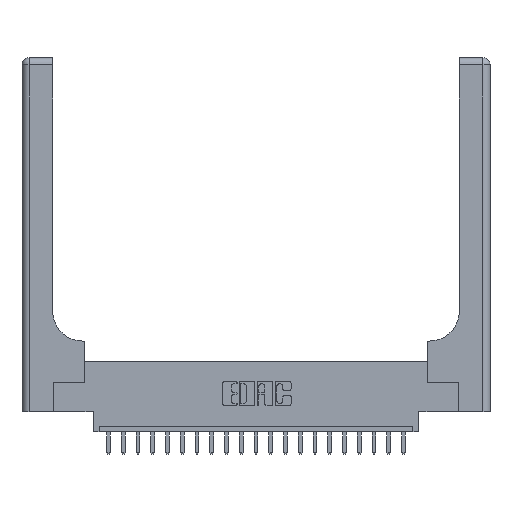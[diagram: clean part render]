
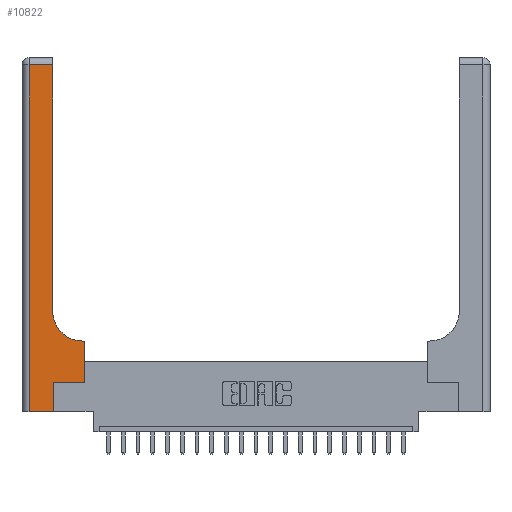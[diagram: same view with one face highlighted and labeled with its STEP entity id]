
A CAD part, top view. The second image highlights one B-rep face of the part: STEP entity #10822.
In plain terms, the highlighted planar face has unit normal (0, 0, 1).
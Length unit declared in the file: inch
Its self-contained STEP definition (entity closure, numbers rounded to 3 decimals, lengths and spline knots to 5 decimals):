
#46 = VERTEX_POINT ( 'NONE', #7843 ) ;
#55 = DIRECTION ( 'NONE',  ( 1., 0., 0. ) ) ;
#873 = ORIENTED_EDGE ( 'NONE', *, *, #15952, .T. ) ;
#1192 = VERTEX_POINT ( 'NONE', #2032 ) ;
#1237 = ORIENTED_EDGE ( 'NONE', *, *, #10582, .T. ) ;
#1439 = EDGE_CURVE ( 'NONE', #1192, #7840, #2425, .T. ) ;
#1630 = LINE ( 'NONE', #6581, #11274 ) ;
#2032 = CARTESIAN_POINT ( 'NONE',  ( 0.51, 0.6, 0.37 ) ) ;
#2144 = VERTEX_POINT ( 'NONE', #9451 ) ;
#2251 = AXIS2_PLACEMENT_3D ( 'NONE', #12098, #7161, #17167 ) ;
#2425 = CIRCLE ( 'NONE', #17533, 0.25 ) ;
#2944 = DIRECTION ( 'NONE',  ( 1., 0., 0. ) ) ;
#3230 = CARTESIAN_POINT ( 'NONE',  ( 0.265, 0., 0.37 ) ) ;
#3837 = CARTESIAN_POINT ( 'NONE',  ( 0.26, 0.6, 0.37 ) ) ;
#4033 = CARTESIAN_POINT ( 'NONE',  ( 0.528, 0.6, 0.37 ) ) ;
#4582 = CARTESIAN_POINT ( 'NONE',  ( 0.265, 0.25, 0.37 ) ) ;
#4602 = ORIENTED_EDGE ( 'NONE', *, *, #11538, .T. ) ;
#4768 = LINE ( 'NONE', #14676, #19053 ) ;
#4914 = LINE ( 'NONE', #4582, #14647 ) ;
#4975 = VECTOR ( 'NONE', #13857, 39.37008 ) ;
#5158 = EDGE_CURVE ( 'NONE', #13981, #19893, #14888, .T. ) ;
#5537 = CARTESIAN_POINT ( 'NONE',  ( 0.26, 0.85, 0.37 ) ) ;
#5663 = LINE ( 'NONE', #13677, #14373 ) ;
#6091 = EDGE_CURVE ( 'NONE', #15138, #18925, #9200, .T. ) ;
#6188 = CARTESIAN_POINT ( 'NONE',  ( 0.528, 0.25, 0.37 ) ) ;
#6581 = CARTESIAN_POINT ( 'NONE',  ( 0.26, 3., 0.37 ) ) ;
#6921 = DIRECTION ( 'NONE',  ( -1., 0., 0. ) ) ;
#7161 = DIRECTION ( 'NONE',  ( 0., 0., -1. ) ) ;
#7265 = PLANE ( 'NONE',  #2251 ) ;
#7383 = EDGE_LOOP ( 'NONE', ( #9633, #1237, #10510, #4602, #21232, #873, #9596, #14978, #7849 ) ) ;
#7840 = VERTEX_POINT ( 'NONE', #5537 ) ;
#7843 = CARTESIAN_POINT ( 'NONE',  ( 0.06, 0., 0.37 ) ) ;
#7849 = ORIENTED_EDGE ( 'NONE', *, *, #1439, .T. ) ;
#8576 = VECTOR ( 'NONE', #21069, 39.37008 ) ;
#8867 = CARTESIAN_POINT ( 'NONE',  ( 0.528, 0.25, 0.37 ) ) ;
#9200 = LINE ( 'NONE', #8867, #8576 ) ;
#9451 = CARTESIAN_POINT ( 'NONE',  ( 0.26, 2.94, 0.37 ) ) ;
#9596 = ORIENTED_EDGE ( 'NONE', *, *, #6091, .T. ) ;
#9633 = ORIENTED_EDGE ( 'NONE', *, *, #21608, .T. ) ;
#10510 = ORIENTED_EDGE ( 'NONE', *, *, #19432, .T. ) ;
#10582 = EDGE_CURVE ( 'NONE', #2144, #20538, #4768, .T. ) ;
#10792 = VECTOR ( 'NONE', #6921, 39.37008 ) ;
#10822 = ADVANCED_FACE ( 'NONE', ( #17286 ), #7265, .F. ) ;
#11034 = CARTESIAN_POINT ( 'NONE',  ( 0.06, 2.94, 0.37 ) ) ;
#11274 = VECTOR ( 'NONE', #13278, 39.37008 ) ;
#11538 = EDGE_CURVE ( 'NONE', #46, #13981, #12562, .T. ) ;
#11597 = DIRECTION ( 'NONE',  ( -1., 0., 0. ) ) ;
#12098 = CARTESIAN_POINT ( 'NONE',  ( 0., 3., 0.37 ) ) ;
#12441 = CARTESIAN_POINT ( 'NONE',  ( 0.265, 0.25, 0.37 ) ) ;
#12562 = LINE ( 'NONE', #17195, #16658 ) ;
#13278 = DIRECTION ( 'NONE',  ( 0., 1., 0. ) ) ;
#13677 = CARTESIAN_POINT ( 'NONE',  ( 0.06, 3., 0.37 ) ) ;
#13857 = DIRECTION ( 'NONE',  ( 0., 1., 0. ) ) ;
#13981 = VERTEX_POINT ( 'NONE', #14922 ) ;
#14373 = VECTOR ( 'NONE', #20393, 39.37008 ) ;
#14647 = VECTOR ( 'NONE', #2944, 39.37008 ) ;
#14676 = CARTESIAN_POINT ( 'NONE',  ( 0., 2.94, 0.37 ) ) ;
#14879 = DIRECTION ( 'NONE',  ( 0., 0., -1. ) ) ;
#14888 = LINE ( 'NONE', #3230, #4975 ) ;
#14922 = CARTESIAN_POINT ( 'NONE',  ( 0.265, 0., 0.37 ) ) ;
#14978 = ORIENTED_EDGE ( 'NONE', *, *, #15632, .T. ) ;
#15138 = VERTEX_POINT ( 'NONE', #6188 ) ;
#15632 = EDGE_CURVE ( 'NONE', #18925, #1192, #17383, .T. ) ;
#15952 = EDGE_CURVE ( 'NONE', #19893, #15138, #4914, .T. ) ;
#16658 = VECTOR ( 'NONE', #20828, 39.37008 ) ;
#17167 = DIRECTION ( 'NONE',  ( -1., 0., 0. ) ) ;
#17195 = CARTESIAN_POINT ( 'NONE',  ( 0., 0., 0.37 ) ) ;
#17286 = FACE_OUTER_BOUND ( 'NONE', #7383, .T. ) ;
#17383 = LINE ( 'NONE', #3837, #10792 ) ;
#17533 = AXIS2_PLACEMENT_3D ( 'NONE', #21492, #14879, #55 ) ;
#18925 = VERTEX_POINT ( 'NONE', #4033 ) ;
#19053 = VECTOR ( 'NONE', #11597, 39.37008 ) ;
#19432 = EDGE_CURVE ( 'NONE', #20538, #46, #5663, .T. ) ;
#19893 = VERTEX_POINT ( 'NONE', #12441 ) ;
#20393 = DIRECTION ( 'NONE',  ( 0., -1., 0. ) ) ;
#20538 = VERTEX_POINT ( 'NONE', #11034 ) ;
#20828 = DIRECTION ( 'NONE',  ( 1., 0., 0. ) ) ;
#21069 = DIRECTION ( 'NONE',  ( 0., 1., 0. ) ) ;
#21232 = ORIENTED_EDGE ( 'NONE', *, *, #5158, .T. ) ;
#21492 = CARTESIAN_POINT ( 'NONE',  ( 0.51, 0.85, 0.37 ) ) ;
#21608 = EDGE_CURVE ( 'NONE', #7840, #2144, #1630, .T. ) ;
